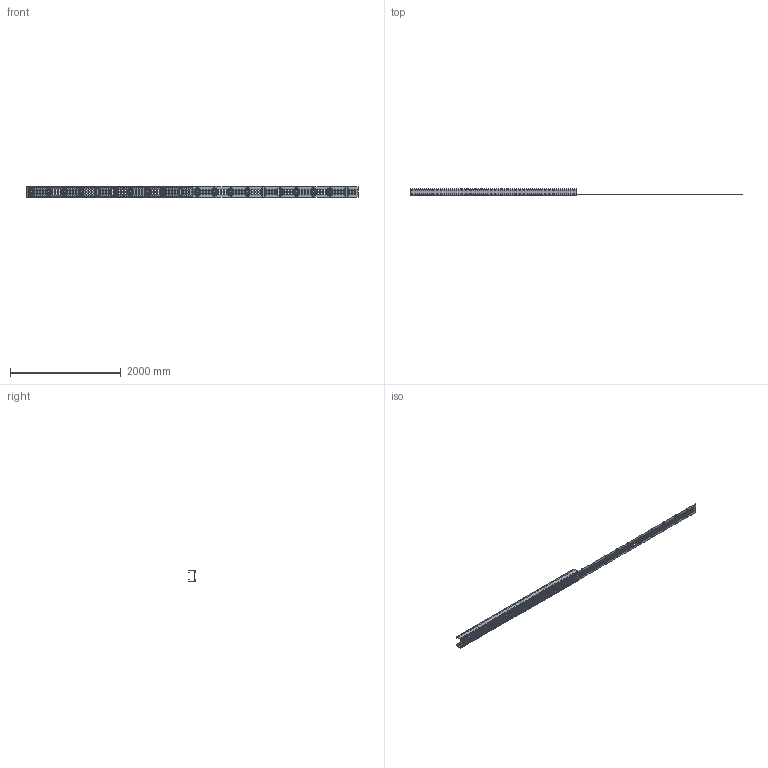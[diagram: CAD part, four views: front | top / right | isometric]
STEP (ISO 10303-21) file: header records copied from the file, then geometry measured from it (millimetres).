
FILE_DESCRIPTION((''),'2;1');
FILE_NAME('230021_ASM','2018-11-28T19:15:27',('tomasz.grudniewski'),(''),'CREO PARAMETRIC BY PTC INC, 2018260','CREO PARAMETRIC BY PTC INC, 2018260','');
FILE_SCHEMA(('CONFIG_CONTROL_DESIGN'));
Products named in the file (3): KSP_DSP_H110_3000_PRT; PASZCZ_200_30000_PRT; 230021_ASM
Assembly tree (4 placements, depth 2):
  230021_ASM
    KSP_DSP_H110_3000_PRT  x2
    PASZCZ_200_30000_PRT  x2
Bounding box: 6000 x 110 x 200 mm (x, y, z)
Volume: 2840812.4 mm3; surface area: 4332666.2 mm2
Topology: 4 solids, 4 shells, 6296 faces, 18016 edges, 11728 vertices
Faces by surface type: plane 3852, cylinder 2444
Entity records: 104440 total; most frequent: CARTESIAN_POINT 18027, ORIENTED_EDGE 18016, DIRECTION 17762, EDGE_CURVE 9008, VECTOR 6564, LINE 6564, VERTEX_POINT 5864, AXIS2_PLACEMENT_3D 5599
